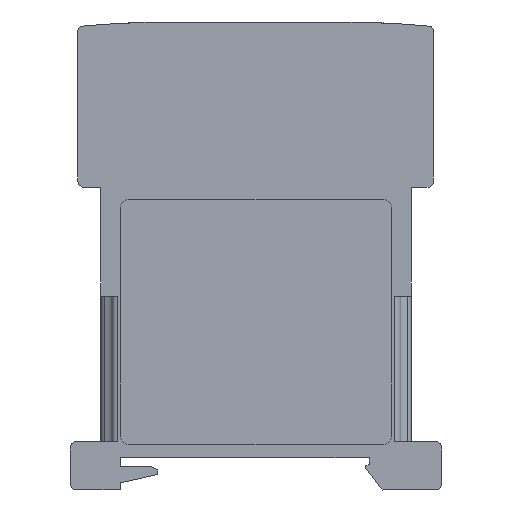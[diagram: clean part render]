
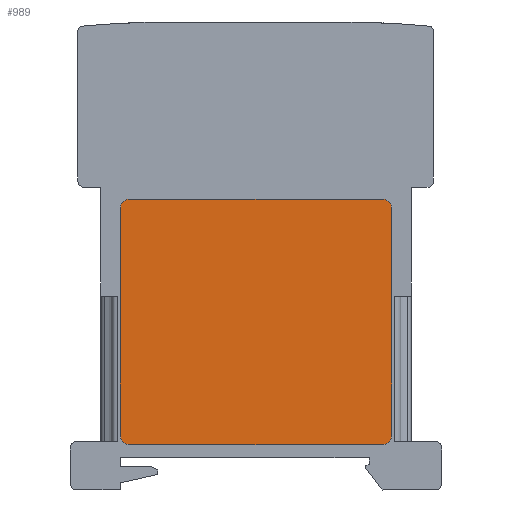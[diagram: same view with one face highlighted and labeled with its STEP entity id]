
A CAD part, left-side view. The second image highlights one B-rep face of the part: STEP entity #989.
In plain terms, the highlighted face is planar.
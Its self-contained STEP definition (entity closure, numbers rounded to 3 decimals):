
#891 = EDGE_CURVE ( 'NONE', #892, #963, #8079, .T. ) ;
#892 = VERTEX_POINT ( 'NONE', #8075 ) ;
#897 = EDGE_CURVE ( 'NONE', #898, #916, #8069, .T. ) ;
#898 = VERTEX_POINT ( 'NONE', #8065 ) ;
#913 = VERTEX_POINT ( 'NONE', #8097 ) ;
#915 = EDGE_CURVE ( 'NONE', #916, #913, #8096, .T. ) ;
#916 = VERTEX_POINT ( 'NONE', #8091 ) ;
#937 = EDGE_CURVE ( 'NONE', #938, #956, #8144, .T. ) ;
#938 = VERTEX_POINT ( 'NONE', #8188 ) ;
#955 = EDGE_CURVE ( 'NONE', #956, #892, #8217, .T. ) ;
#956 = VERTEX_POINT ( 'NONE', #8212 ) ;
#962 = EDGE_CURVE ( 'NONE', #963, #898, #8201, .T. ) ;
#963 = VERTEX_POINT ( 'NONE', #8196 ) ;
#989 = ADVANCED_FACE ( 'NONE', ( #8284 ), #8283, .T. ) ;
#990 = EDGE_LOOP ( 'NONE', ( #991, #992, #993, #994, #995, #996, #997, #998 ) ) ;
#991 = ORIENTED_EDGE ( 'NONE', *, *, #915, .T. ) ;
#992 = ORIENTED_EDGE ( 'NONE', *, *, #1012, .T. ) ;
#993 = ORIENTED_EDGE ( 'NONE', *, *, #1002, .T. ) ;
#994 = ORIENTED_EDGE ( 'NONE', *, *, #937, .T. ) ;
#995 = ORIENTED_EDGE ( 'NONE', *, *, #955, .T. ) ;
#996 = ORIENTED_EDGE ( 'NONE', *, *, #891, .T. ) ;
#997 = ORIENTED_EDGE ( 'NONE', *, *, #962, .T. ) ;
#998 = ORIENTED_EDGE ( 'NONE', *, *, #897, .T. ) ;
#1002 = EDGE_CURVE ( 'NONE', #1003, #938, #8278, .T. ) ;
#1003 = VERTEX_POINT ( 'NONE', #8273 ) ;
#1012 = EDGE_CURVE ( 'NONE', #913, #1003, #8258, .T. ) ;
#8065 = CARTESIAN_POINT ( 'NONE',  ( -16.762, 36.8, -0.3 ) ) ;
#8066 = DIRECTION ( 'NONE',  ( 1., 0., 0. ) ) ;
#8067 = VECTOR ( 'NONE', #8066, 1000. ) ;
#8068 = CARTESIAN_POINT ( 'NONE',  ( -16.762, 36.8, -0.3 ) ) ;
#8069 = LINE ( 'NONE', #8068, #8067 ) ;
#8075 = CARTESIAN_POINT ( 'NONE',  ( -18.262, 0.3, -0.3 ) ) ;
#8076 = DIRECTION ( 'NONE',  ( 0., 1., 0. ) ) ;
#8077 = VECTOR ( 'NONE', #8076, 1000. ) ;
#8078 = CARTESIAN_POINT ( 'NONE',  ( -18.262, 0.3, -0.3 ) ) ;
#8079 = LINE ( 'NONE', #8078, #8077 ) ;
#8091 = CARTESIAN_POINT ( 'NONE',  ( 22.238, 36.8, -0.3 ) ) ;
#8092 = DIRECTION ( 'NONE',  ( -1., 0., 0. ) ) ;
#8093 = DIRECTION ( 'NONE',  ( 0., 0., -1. ) ) ;
#8094 = CARTESIAN_POINT ( 'NONE',  ( 22.238, 35.3, -0.3 ) ) ;
#8095 = AXIS2_PLACEMENT_3D ( 'NONE', #8094, #8093, #8092 ) ;
#8096 = CIRCLE ( 'NONE', #8095, 1.5 ) ;
#8097 = CARTESIAN_POINT ( 'NONE',  ( 23.738, 35.3, -0.3 ) ) ;
#8141 = DIRECTION ( 'NONE',  ( -1., 0., 0. ) ) ;
#8142 = VECTOR ( 'NONE', #8141, 1000. ) ;
#8143 = CARTESIAN_POINT ( 'NONE',  ( 22.238, -1.2, -0.3 ) ) ;
#8144 = LINE ( 'NONE', #8143, #8142 ) ;
#8188 = CARTESIAN_POINT ( 'NONE',  ( 22.238, -1.2, -0.3 ) ) ;
#8196 = CARTESIAN_POINT ( 'NONE',  ( -18.262, 35.3, -0.3 ) ) ;
#8197 = DIRECTION ( 'NONE',  ( -1., 0., 0. ) ) ;
#8198 = DIRECTION ( 'NONE',  ( 0., 0., -1. ) ) ;
#8199 = CARTESIAN_POINT ( 'NONE',  ( -16.762, 35.3, -0.3 ) ) ;
#8200 = AXIS2_PLACEMENT_3D ( 'NONE', #8199, #8198, #8197 ) ;
#8201 = CIRCLE ( 'NONE', #8200, 1.5 ) ;
#8212 = CARTESIAN_POINT ( 'NONE',  ( -16.762, -1.2, -0.3 ) ) ;
#8213 = DIRECTION ( 'NONE',  ( -1., 0., 0. ) ) ;
#8214 = DIRECTION ( 'NONE',  ( 0., 0., -1. ) ) ;
#8215 = CARTESIAN_POINT ( 'NONE',  ( -16.762, 0.3, -0.3 ) ) ;
#8216 = AXIS2_PLACEMENT_3D ( 'NONE', #8215, #8214, #8213 ) ;
#8217 = CIRCLE ( 'NONE', #8216, 1.5 ) ;
#8258 = LINE ( 'NONE', #8319, #8318 ) ;
#8273 = CARTESIAN_POINT ( 'NONE',  ( 23.738, 0.3, -0.3 ) ) ;
#8274 = DIRECTION ( 'NONE',  ( -1., 0., 0. ) ) ;
#8275 = DIRECTION ( 'NONE',  ( 0., 0., -1. ) ) ;
#8276 = CARTESIAN_POINT ( 'NONE',  ( 22.238, 0.3, -0.3 ) ) ;
#8277 = AXIS2_PLACEMENT_3D ( 'NONE', #8276, #8275, #8274 ) ;
#8278 = CIRCLE ( 'NONE', #8277, 1.5 ) ;
#8279 = DIRECTION ( 'NONE',  ( -1., 0., 0. ) ) ;
#8280 = DIRECTION ( 'NONE',  ( 0., 0., -1. ) ) ;
#8281 = CARTESIAN_POINT ( 'NONE',  ( 22.238, 35.3, -0.3 ) ) ;
#8282 = AXIS2_PLACEMENT_3D ( 'NONE', #8281, #8280, #8279 ) ;
#8283 = PLANE ( 'NONE',  #8282 ) ;
#8284 = FACE_OUTER_BOUND ( 'NONE', #990, .T. ) ;
#8317 = DIRECTION ( 'NONE',  ( 0., -1., 0. ) ) ;
#8318 = VECTOR ( 'NONE', #8317, 1000. ) ;
#8319 = CARTESIAN_POINT ( 'NONE',  ( 23.738, 35.3, -0.3 ) ) ;
